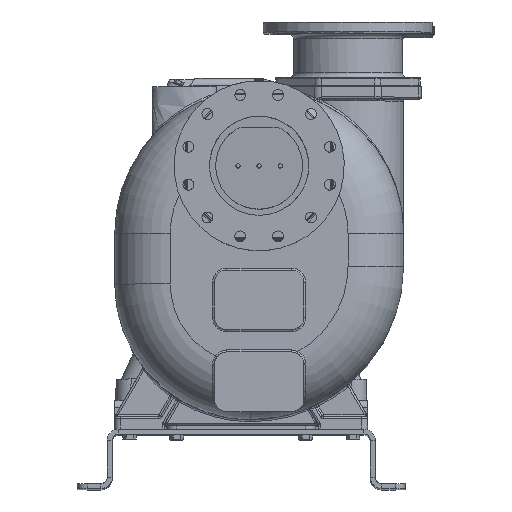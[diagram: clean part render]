
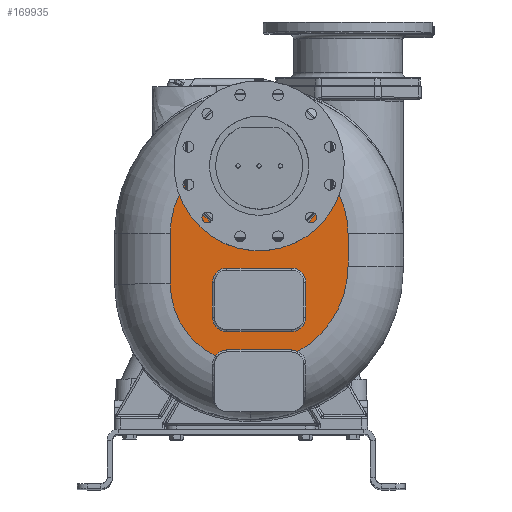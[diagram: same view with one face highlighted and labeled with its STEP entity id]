
A CAD part, top view. The second image highlights one B-rep face of the part: STEP entity #169935.
In plain terms, the highlighted planar face has unit normal (0, 0, 1).
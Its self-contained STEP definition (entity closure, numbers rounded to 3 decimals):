
#70384=CARTESIAN_POINT('',(36.,394.,248.));
#70385=DIRECTION('',(0.,0.,1.));
#70386=DIRECTION('',(1.,0.,0.));
#70387=AXIS2_PLACEMENT_3D('',#70384,#70385,#70386);
#70389=DIRECTION('',(0.,1.,0.));
#70390=VECTOR('',#70389,66.);
#70391=CARTESIAN_POINT('',(215.,328.,248.));
#70392=LINE('',#70391,#70390);
#70393=CARTESIAN_POINT('',(18.,328.,248.));
#70394=DIRECTION('',(0.,0.,1.));
#70395=DIRECTION('',(0.487,-0.873,0.));
#70396=AXIS2_PLACEMENT_3D('',#70393,#70394,#70395);
#70398=CARTESIAN_POINT('',(101.,130.,248.));
#70399=DIRECTION('',(0.,0.,1.));
#70400=DIRECTION('',(0.447,0.895,0.));
#70401=AXIS2_PLACEMENT_3D('',#70398,#70399,#70400);
#70403=DIRECTION('',(-1.,0.,0.));
#70404=VECTOR('',#70403,130.);
#70405=CARTESIAN_POINT('',(101.,159.,248.));
#70406=LINE('',#70405,#70404);
#70407=CARTESIAN_POINT('',(-29.,130.,248.));
#70408=DIRECTION('',(0.,0.,1.));
#70409=DIRECTION('',(0.,1.,0.));
#70410=AXIS2_PLACEMENT_3D('',#70407,#70408,#70409);
#70412=CARTESIAN_POINT('',(18.,292.,248.));
#70413=DIRECTION('',(0.,0.,1.));
#70414=DIRECTION('',(-1.,0.,0.));
#70415=AXIS2_PLACEMENT_3D('',#70412,#70413,#70414);
#70417=DIRECTION('',(0.,-1.,0.));
#70418=VECTOR('',#70417,102.);
#70419=CARTESIAN_POINT('',(-143.,394.,248.));
#70420=LINE('',#70419,#70418);
#70421=CARTESIAN_POINT('',(36.,394.,248.));
#70422=DIRECTION('',(0.,0.,1.));
#70423=DIRECTION('',(-0.838,0.546,0.));
#70424=AXIS2_PLACEMENT_3D('',#70421,#70422,#70423);
#70426=DIRECTION('',(0.,-1.,0.));
#70427=VECTOR('',#70426,15.526);
#70428=CARTESIAN_POINT('',(-114.,491.678,248.));
#70429=LINE('',#70428,#70427);
#70430=CARTESIAN_POINT('',(-94.,476.152,248.));
#70431=DIRECTION('',(0.,0.,1.));
#70432=DIRECTION('',(-1.,0.,0.));
#70433=AXIS2_PLACEMENT_3D('',#70430,#70431,#70432);
#70435=DIRECTION('',(0.707,-0.707,0.));
#70436=VECTOR('',#70435,107.696);
#70437=CARTESIAN_POINT('',(-108.142,462.01,248.));
#70438=LINE('',#70437,#70436);
#70439=CARTESIAN_POINT('',(-17.848,400.,248.));
#70440=DIRECTION('',(0.,0.,1.));
#70441=DIRECTION('',(-0.707,-0.707,0.));
#70442=AXIS2_PLACEMENT_3D('',#70439,#70440,#70441);
#70444=DIRECTION('',(1.,0.,0.));
#70445=VECTOR('',#70444,107.696);
#70446=CARTESIAN_POINT('',(-17.848,380.,248.));
#70447=LINE('',#70446,#70445);
#70448=CARTESIAN_POINT('',(89.848,400.,248.));
#70449=DIRECTION('',(0.,0.,1.));
#70450=DIRECTION('',(0.,-1.,0.));
#70451=AXIS2_PLACEMENT_3D('',#70448,#70449,#70450);
#70453=DIRECTION('',(0.707,0.707,0.));
#70454=VECTOR('',#70453,107.696);
#70455=CARTESIAN_POINT('',(103.99,385.858,248.));
#70456=LINE('',#70455,#70454);
#70457=CARTESIAN_POINT('',(166.,476.152,248.));
#70458=DIRECTION('',(0.,0.,1.));
#70459=DIRECTION('',(0.707,-0.707,0.));
#70460=AXIS2_PLACEMENT_3D('',#70457,#70458,#70459);
#70462=DIRECTION('',(0.,1.,0.));
#70463=VECTOR('',#70462,15.526);
#70464=CARTESIAN_POINT('',(186.,476.152,248.));
#70465=LINE('',#70464,#70463);
#70466=CARTESIAN_POINT('',(-29.,225.,248.));
#70467=DIRECTION('',(0.,0.,1.));
#70468=DIRECTION('',(-1.,0.,0.));
#70469=AXIS2_PLACEMENT_3D('',#70466,#70467,#70468);
#70471=DIRECTION('',(1.,0.,0.));
#70472=VECTOR('',#70471,130.);
#70473=CARTESIAN_POINT('',(-29.,196.,248.));
#70474=LINE('',#70473,#70472);
#70475=CARTESIAN_POINT('',(101.,225.,248.));
#70476=DIRECTION('',(0.,0.,1.));
#70477=DIRECTION('',(0.,-1.,0.));
#70478=AXIS2_PLACEMENT_3D('',#70475,#70476,#70477);
#70480=DIRECTION('',(0.,1.,0.));
#70481=VECTOR('',#70480,70.);
#70482=CARTESIAN_POINT('',(130.,225.,248.));
#70483=LINE('',#70482,#70481);
#70484=CARTESIAN_POINT('',(101.,295.,248.));
#70485=DIRECTION('',(0.,0.,1.));
#70486=DIRECTION('',(1.,0.,0.));
#70487=AXIS2_PLACEMENT_3D('',#70484,#70485,#70486);
#70489=DIRECTION('',(-1.,0.,0.));
#70490=VECTOR('',#70489,130.);
#70491=CARTESIAN_POINT('',(101.,324.,248.));
#70492=LINE('',#70491,#70490);
#70493=CARTESIAN_POINT('',(-29.,295.,248.));
#70494=DIRECTION('',(0.,0.,1.));
#70495=DIRECTION('',(0.,1.,0.));
#70496=AXIS2_PLACEMENT_3D('',#70493,#70494,#70495);
#70498=DIRECTION('',(0.,-1.,0.));
#70499=VECTOR('',#70498,70.);
#70500=CARTESIAN_POINT('',(-58.,295.,248.));
#70501=LINE('',#70500,#70499);
#87195=CARTESIAN_POINT('',(215.,328.,248.));
#87196=CARTESIAN_POINT('',(215.,394.,248.));
#87197=VERTEX_POINT('',#87195);
#87198=VERTEX_POINT('',#87196);
#87203=CARTESIAN_POINT('',(-143.,394.,248.));
#87204=CARTESIAN_POINT('',(-143.,292.,248.));
#87205=VERTEX_POINT('',#87203);
#87206=VERTEX_POINT('',#87204);
#87207=CARTESIAN_POINT('',(-58.,225.,248.));
#87208=CARTESIAN_POINT('',(-29.,196.,248.));
#87209=VERTEX_POINT('',#87207);
#87210=VERTEX_POINT('',#87208);
#87215=CARTESIAN_POINT('',(101.,196.,248.));
#87216=VERTEX_POINT('',#87215);
#87219=CARTESIAN_POINT('',(130.,225.,248.));
#87220=VERTEX_POINT('',#87219);
#87223=CARTESIAN_POINT('',(130.,295.,248.));
#87224=VERTEX_POINT('',#87223);
#87227=CARTESIAN_POINT('',(101.,324.,248.));
#87228=VERTEX_POINT('',#87227);
#87231=CARTESIAN_POINT('',(-29.,324.,248.));
#87232=VERTEX_POINT('',#87231);
#87235=CARTESIAN_POINT('',(-58.,295.,248.));
#87236=VERTEX_POINT('',#87235);
#87454=CARTESIAN_POINT('',(-52.358,147.187,248.));
#87455=VERTEX_POINT('',#87454);
#87479=CARTESIAN_POINT('',(113.952,155.947,248.));
#87480=CARTESIAN_POINT('',(101.,159.,248.));
#87481=VERTEX_POINT('',#87479);
#87482=VERTEX_POINT('',#87480);
#87491=CARTESIAN_POINT('',(-29.,159.,248.));
#87492=VERTEX_POINT('',#87491);
#87497=CARTESIAN_POINT('',(186.,491.678,248.));
#87498=VERTEX_POINT('',#87497);
#87499=CARTESIAN_POINT('',(-114.,491.678,248.));
#87500=VERTEX_POINT('',#87499);
#87508=CARTESIAN_POINT('',(186.,476.152,248.));
#87509=VERTEX_POINT('',#87508);
#87512=CARTESIAN_POINT('',(180.142,462.01,248.));
#87513=VERTEX_POINT('',#87512);
#87516=CARTESIAN_POINT('',(103.99,385.858,248.));
#87517=VERTEX_POINT('',#87516);
#87520=CARTESIAN_POINT('',(89.848,380.,248.));
#87521=VERTEX_POINT('',#87520);
#87524=CARTESIAN_POINT('',(-17.848,380.,248.));
#87525=VERTEX_POINT('',#87524);
#87528=CARTESIAN_POINT('',(-31.99,385.858,248.));
#87529=VERTEX_POINT('',#87528);
#87532=CARTESIAN_POINT('',(-108.142,462.01,248.));
#87533=VERTEX_POINT('',#87532);
#87536=CARTESIAN_POINT('',(-114.,476.152,248.));
#87537=VERTEX_POINT('',#87536);
#169875=CARTESIAN_POINT('',(0.,310.,248.));
#169876=DIRECTION('',(0.,0.,1.));
#169877=DIRECTION('',(-1.,0.,0.));
#169878=AXIS2_PLACEMENT_3D('',#169875,#169876,#169877);
#169879=PLANE('',#169878);
#169881=ORIENTED_EDGE('',*,*,#169880,.F.);
#169882=ORIENTED_EDGE('',*,*,#169865,.F.);
#169884=ORIENTED_EDGE('',*,*,#169883,.F.);
#169886=ORIENTED_EDGE('',*,*,#169885,.T.);
#169888=ORIENTED_EDGE('',*,*,#169887,.T.);
#169890=ORIENTED_EDGE('',*,*,#169889,.T.);
#169892=ORIENTED_EDGE('',*,*,#169891,.F.);
#169894=ORIENTED_EDGE('',*,*,#169893,.F.);
#169896=ORIENTED_EDGE('',*,*,#169895,.F.);
#169898=ORIENTED_EDGE('',*,*,#169897,.T.);
#169900=ORIENTED_EDGE('',*,*,#169899,.T.);
#169902=ORIENTED_EDGE('',*,*,#169901,.T.);
#169904=ORIENTED_EDGE('',*,*,#169903,.T.);
#169906=ORIENTED_EDGE('',*,*,#169905,.T.);
#169908=ORIENTED_EDGE('',*,*,#169907,.T.);
#169910=ORIENTED_EDGE('',*,*,#169909,.T.);
#169912=ORIENTED_EDGE('',*,*,#169911,.T.);
#169914=ORIENTED_EDGE('',*,*,#169913,.T.);
#169915=EDGE_LOOP('',(#169881,#169882,#169884,#169886,#169888,#169890,#169892,
#169894,#169896,#169898,#169900,#169902,#169904,#169906,#169908,#169910,#169912,
#169914));
#169916=FACE_OUTER_BOUND('',#169915,.F.);
#169918=ORIENTED_EDGE('',*,*,#169917,.T.);
#169920=ORIENTED_EDGE('',*,*,#169919,.T.);
#169922=ORIENTED_EDGE('',*,*,#169921,.T.);
#169924=ORIENTED_EDGE('',*,*,#169923,.T.);
#169926=ORIENTED_EDGE('',*,*,#169925,.T.);
#169928=ORIENTED_EDGE('',*,*,#169927,.T.);
#169930=ORIENTED_EDGE('',*,*,#169929,.T.);
#169932=ORIENTED_EDGE('',*,*,#169931,.T.);
#169933=EDGE_LOOP('',(#169918,#169920,#169922,#169924,#169926,#169928,#169930,
#169932));
#169934=FACE_BOUND('',#169933,.F.);
#169935=ADVANCED_FACE('',(#169916,#169934),#169879,.T.);
#70388=CIRCLE('',#70387,179.);
#70397=CIRCLE('',#70396,197.);
#70402=CIRCLE('',#70401,29.);
#70411=CIRCLE('',#70410,29.);
#70416=CIRCLE('',#70415,161.);
#70425=CIRCLE('',#70424,179.);
#70434=CIRCLE('',#70433,20.);
#70443=CIRCLE('',#70442,20.);
#70452=CIRCLE('',#70451,20.);
#70461=CIRCLE('',#70460,20.);
#70470=CIRCLE('',#70469,29.);
#70479=CIRCLE('',#70478,29.);
#70488=CIRCLE('',#70487,29.);
#70497=CIRCLE('',#70496,29.);
#169865=EDGE_CURVE('',#87197,#87198,#70392,.T.);
#169880=EDGE_CURVE('',#87198,#87498,#70388,.T.);
#169883=EDGE_CURVE('',#87481,#87197,#70397,.T.);
#169885=EDGE_CURVE('',#87481,#87482,#70402,.T.);
#169887=EDGE_CURVE('',#87482,#87492,#70406,.T.);
#169889=EDGE_CURVE('',#87492,#87455,#70411,.T.);
#169891=EDGE_CURVE('',#87206,#87455,#70416,.T.);
#169893=EDGE_CURVE('',#87205,#87206,#70420,.T.);
#169895=EDGE_CURVE('',#87500,#87205,#70425,.T.);
#169897=EDGE_CURVE('',#87500,#87537,#70429,.T.);
#169899=EDGE_CURVE('',#87537,#87533,#70434,.T.);
#169901=EDGE_CURVE('',#87533,#87529,#70438,.T.);
#169903=EDGE_CURVE('',#87529,#87525,#70443,.T.);
#169905=EDGE_CURVE('',#87525,#87521,#70447,.T.);
#169907=EDGE_CURVE('',#87521,#87517,#70452,.T.);
#169909=EDGE_CURVE('',#87517,#87513,#70456,.T.);
#169911=EDGE_CURVE('',#87513,#87509,#70461,.T.);
#169913=EDGE_CURVE('',#87509,#87498,#70465,.T.);
#169917=EDGE_CURVE('',#87209,#87210,#70470,.T.);
#169919=EDGE_CURVE('',#87210,#87216,#70474,.T.);
#169921=EDGE_CURVE('',#87216,#87220,#70479,.T.);
#169923=EDGE_CURVE('',#87220,#87224,#70483,.T.);
#169925=EDGE_CURVE('',#87224,#87228,#70488,.T.);
#169927=EDGE_CURVE('',#87228,#87232,#70492,.T.);
#169929=EDGE_CURVE('',#87232,#87236,#70497,.T.);
#169931=EDGE_CURVE('',#87236,#87209,#70501,.T.);
